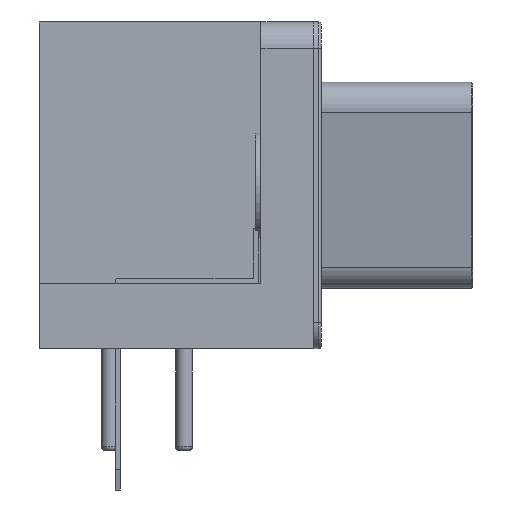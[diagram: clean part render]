
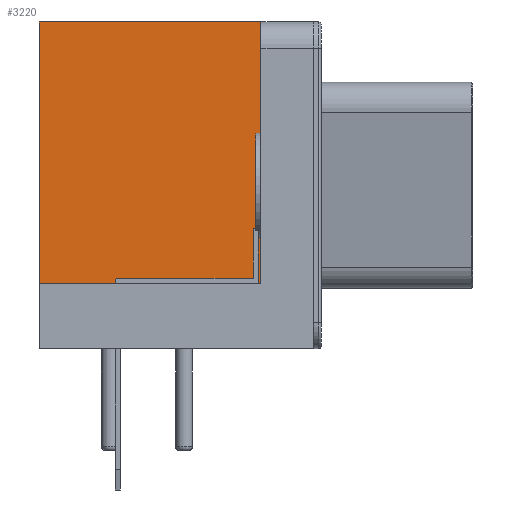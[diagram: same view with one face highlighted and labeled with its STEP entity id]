
A CAD part, left-side view. The second image highlights one B-rep face of the part: STEP entity #3220.
In plain terms, the highlighted planar face has unit normal (-1, 0, 0).
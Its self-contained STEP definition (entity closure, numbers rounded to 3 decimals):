
#2393 = VERTEX_POINT('',#2394);
#2394 = CARTESIAN_POINT('',(-4.36,2.7,12.5));
#2400 = EDGE_CURVE('',#2401,#2393,#2403,.T.);
#2401 = VERTEX_POINT('',#2402);
#2402 = CARTESIAN_POINT('',(-4.36,-5.78,12.5));
#2403 = LINE('',#2404,#2405);
#2404 = CARTESIAN_POINT('',(-4.36,-6.78,12.5));
#2405 = VECTOR('',#2406,1.);
#2406 = DIRECTION('',(0.,1.,0.));
#2563 = EDGE_CURVE('',#2564,#2393,#2566,.T.);
#2564 = VERTEX_POINT('',#2565);
#2565 = CARTESIAN_POINT('',(-4.36,2.7,2.5));
#2566 = LINE('',#2567,#2568);
#2567 = CARTESIAN_POINT('',(-4.36,2.7,4.375));
#2568 = VECTOR('',#2569,1.);
#2569 = DIRECTION('',(0.,0.,1.));
#3132 = VERTEX_POINT('',#3133);
#3133 = CARTESIAN_POINT('',(-4.36,-5.78,2.5));
#3139 = EDGE_CURVE('',#3132,#2401,#3140,.T.);
#3140 = LINE('',#3141,#3142);
#3141 = CARTESIAN_POINT('',(-4.36,-5.78,2.5));
#3142 = VECTOR('',#3143,1.);
#3143 = DIRECTION('',(0.,0.,1.));
#3169 = EDGE_CURVE('',#3132,#2564,#3170,.T.);
#3170 = LINE('',#3171,#3172);
#3171 = CARTESIAN_POINT('',(-4.36,-5.78,2.5));
#3172 = VECTOR('',#3173,1.);
#3173 = DIRECTION('',(0.,1.,0.));
#3220 = ADVANCED_FACE('',(#3221),#3227,.F.);
#3221 = FACE_BOUND('',#3222,.F.);
#3222 = EDGE_LOOP('',(#3223,#3224,#3225,#3226));
#3223 = ORIENTED_EDGE('',*,*,#3139,.F.);
#3224 = ORIENTED_EDGE('',*,*,#3169,.T.);
#3225 = ORIENTED_EDGE('',*,*,#2563,.T.);
#3226 = ORIENTED_EDGE('',*,*,#2400,.F.);
#3227 = PLANE('',#3228);
#3228 = AXIS2_PLACEMENT_3D('',#3229,#3230,#3231);
#3229 = CARTESIAN_POINT('',(-4.36,-5.78,2.5));
#3230 = DIRECTION('',(1.,0.,0.));
#3231 = DIRECTION('',(0.,0.,1.));
